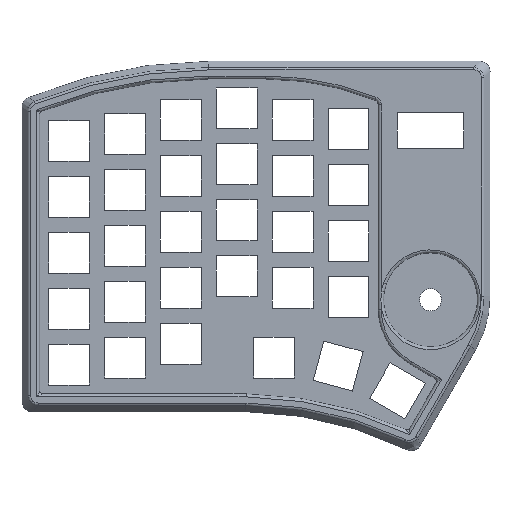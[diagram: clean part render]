
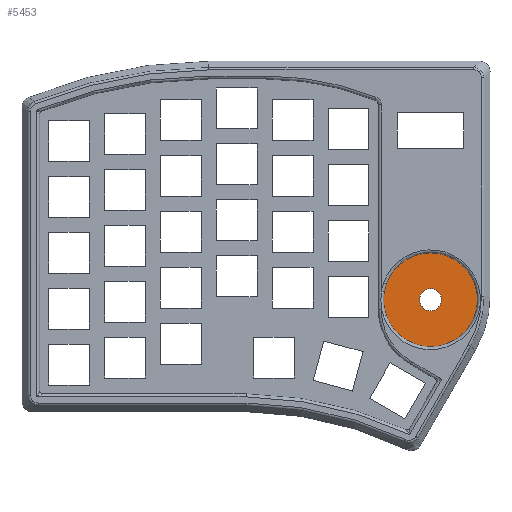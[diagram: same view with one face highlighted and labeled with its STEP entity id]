
A CAD part, top view. The second image highlights one B-rep face of the part: STEP entity #5453.
In plain terms, the highlighted face is planar.
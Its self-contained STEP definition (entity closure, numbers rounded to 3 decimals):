
#43=FACE_BOUND('',#701,.T.);
#144=PLANE('',#5778);
#397=FACE_OUTER_BOUND('',#700,.T.);
#700=EDGE_LOOP('',(#3890));
#701=EDGE_LOOP('',(#3891));
#1089=CIRCLE('',#5768,16.);
#1096=CIRCLE('',#5779,3.75);
#2538=VERTEX_POINT('',#7687);
#2561=VERTEX_POINT('',#7746);
#3060=EDGE_CURVE('',#2538,#2538,#1089,.T.);
#3084=EDGE_CURVE('',#2561,#2561,#1096,.T.);
#3890=ORIENTED_EDGE('',*,*,#3060,.T.);
#3891=ORIENTED_EDGE('',*,*,#3084,.T.);
#5453=ADVANCED_FACE('',(#397,#43),#144,.F.);
#5768=AXIS2_PLACEMENT_3D('',#7689,#6193,#6194);
#5778=AXIS2_PLACEMENT_3D('',#7745,#6226,#6227);
#5779=AXIS2_PLACEMENT_3D('',#7747,#6228,#6229);
#6193=DIRECTION('center_axis',(0.,0.,
-1.));
#6194=DIRECTION('ref_axis',(-1.,0.,0.));
#6226=DIRECTION('center_axis',(0.,0.,
1.));
#6227=DIRECTION('ref_axis',(-1.,0.,0.));
#6228=DIRECTION('center_axis',(0.,0.,
1.));
#6229=DIRECTION('ref_axis',(1.,0.,0.));
#7687=CARTESIAN_POINT('',(-131.366,-91.547,-14.591));
#7689=CARTESIAN_POINT('Origin',(-147.366,-91.547,-14.591));
#7745=CARTESIAN_POINT('Origin',(-87.901,-76.345,-14.591));
#7746=CARTESIAN_POINT('',(-151.116,-91.547,-14.591));
#7747=CARTESIAN_POINT('Origin',(-147.366,-91.547,-14.591));
